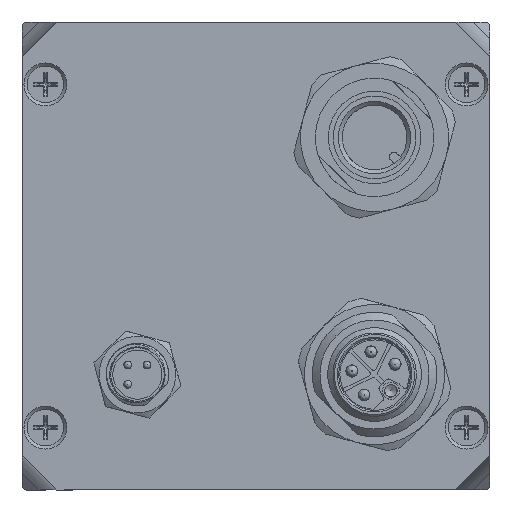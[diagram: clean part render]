
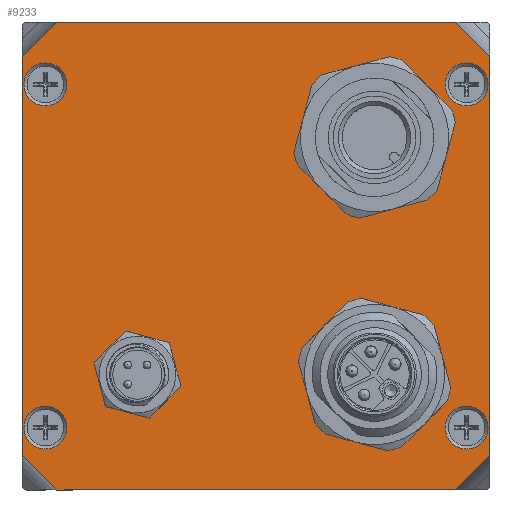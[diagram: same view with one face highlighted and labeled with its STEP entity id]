
A CAD part, front view. The second image highlights one B-rep face of the part: STEP entity #9233.
In plain terms, the highlighted planar face has unit normal (0, -1, 0).
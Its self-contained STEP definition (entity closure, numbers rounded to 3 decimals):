
#355=FACE_BOUND('',#1789,.T.);
#356=FACE_BOUND('',#1790,.T.);
#357=FACE_BOUND('',#1791,.T.);
#358=FACE_BOUND('',#1792,.T.);
#359=FACE_BOUND('',#1793,.T.);
#360=FACE_BOUND('',#1794,.T.);
#361=FACE_BOUND('',#1795,.T.);
#753=PLANE('',#10026);
#1210=FACE_OUTER_BOUND('',#1788,.T.);
#1788=EDGE_LOOP('',(#7648,#7649,#7650,#7651,#7652,#7653,#7654,#7655));
#1789=EDGE_LOOP('',(#7656));
#1790=EDGE_LOOP('',(#7657));
#1791=EDGE_LOOP('',(#7658));
#1792=EDGE_LOOP('',(#7659));
#1793=EDGE_LOOP('',(#7660));
#1794=EDGE_LOOP('',(#7661,#7662,#7663,#7664,#7665,#7666));
#1795=EDGE_LOOP('',(#7667,#7668,#7669,#7670,#7671,#7672));
#2178=LINE('',#14104,#2773);
#2225=LINE('',#14298,#2820);
#2232=LINE('',#14315,#2827);
#2238=LINE('',#14333,#2833);
#2240=LINE('',#14341,#2835);
#2241=LINE('',#14343,#2836);
#2242=LINE('',#14345,#2837);
#2243=LINE('',#14347,#2838);
#2773=VECTOR('',#11224,10.);
#2820=VECTOR('',#11431,10.);
#2827=VECTOR('',#11448,10.);
#2833=VECTOR('',#11468,10.);
#2835=VECTOR('',#11478,10.);
#2836=VECTOR('',#11481,10.);
#2837=VECTOR('',#11484,10.);
#2838=VECTOR('',#11487,10.);
#3221=CIRCLE('',#9620,9.5);
#3223=CIRCLE('',#9623,9.5);
#3225=CIRCLE('',#9626,9.5);
#3227=CIRCLE('',#9629,9.5);
#3229=CIRCLE('',#9632,9.5);
#3231=CIRCLE('',#9635,9.5);
#3320=CIRCLE('',#9873,2.75);
#3322=CIRCLE('',#9876,2.75);
#3323=CIRCLE('',#9878,2.75);
#3324=CIRCLE('',#9880,2.75);
#3337=CIRCLE('',#9923,4.907);
#3382=CIRCLE('',#10027,9.);
#3383=CIRCLE('',#10028,9.);
#3384=CIRCLE('',#10029,9.);
#3385=CIRCLE('',#10030,9.);
#3386=CIRCLE('',#10031,9.);
#3387=CIRCLE('',#10032,9.);
#3748=VERTEX_POINT('',#13720);
#3749=VERTEX_POINT('',#13721);
#3752=VERTEX_POINT('',#13733);
#3755=VERTEX_POINT('',#13745);
#3758=VERTEX_POINT('',#13757);
#3761=VERTEX_POINT('',#13769);
#3838=VERTEX_POINT('',#14101);
#3839=VERTEX_POINT('',#14103);
#3905=VERTEX_POINT('',#14295);
#3906=VERTEX_POINT('',#14297);
#3910=VERTEX_POINT('',#14312);
#3911=VERTEX_POINT('',#14314);
#3915=VERTEX_POINT('',#14330);
#3916=VERTEX_POINT('',#14332);
#3959=VERTEX_POINT('',#14509);
#3961=VERTEX_POINT('',#14515);
#3962=VERTEX_POINT('',#14519);
#3963=VERTEX_POINT('',#14523);
#4069=VERTEX_POINT('',#24935);
#4164=VERTEX_POINT('',#25977);
#4165=VERTEX_POINT('',#25978);
#4166=VERTEX_POINT('',#25980);
#4167=VERTEX_POINT('',#25982);
#4168=VERTEX_POINT('',#25984);
#4169=VERTEX_POINT('',#25986);
#4725=EDGE_CURVE('',#3748,#3749,#3221,.T.);
#4729=EDGE_CURVE('',#3752,#3748,#3223,.T.);
#4733=EDGE_CURVE('',#3755,#3752,#3225,.T.);
#4737=EDGE_CURVE('',#3758,#3755,#3227,.T.);
#4741=EDGE_CURVE('',#3761,#3758,#3229,.T.);
#4745=EDGE_CURVE('',#3749,#3761,#3231,.T.);
#4876=EDGE_CURVE('',#3839,#3838,#2178,.T.);
#4965=EDGE_CURVE('',#3906,#3905,#2225,.T.);
#4974=EDGE_CURVE('',#3911,#3910,#2232,.T.);
#4984=EDGE_CURVE('',#3916,#3915,#2238,.T.);
#4988=EDGE_CURVE('',#3915,#3906,#2240,.T.);
#4989=EDGE_CURVE('',#3838,#3916,#2241,.T.);
#4990=EDGE_CURVE('',#3910,#3839,#2242,.T.);
#4991=EDGE_CURVE('',#3905,#3911,#2243,.T.);
#5055=EDGE_CURVE('',#3959,#3959,#3320,.T.);
#5058=EDGE_CURVE('',#3961,#3961,#3322,.T.);
#5060=EDGE_CURVE('',#3962,#3962,#3323,.T.);
#5062=EDGE_CURVE('',#3963,#3963,#3324,.T.);
#5217=EDGE_CURVE('',#4069,#4069,#3337,.T.);
#5362=EDGE_CURVE('',#4164,#4165,#3382,.T.);
#5363=EDGE_CURVE('',#4165,#4166,#3383,.T.);
#5364=EDGE_CURVE('',#4166,#4167,#3384,.T.);
#5365=EDGE_CURVE('',#4167,#4168,#3385,.T.);
#5366=EDGE_CURVE('',#4168,#4169,#3386,.T.);
#5367=EDGE_CURVE('',#4169,#4164,#3387,.T.);
#7648=ORIENTED_EDGE('',*,*,#4991,.T.);
#7649=ORIENTED_EDGE('',*,*,#4974,.T.);
#7650=ORIENTED_EDGE('',*,*,#4990,.T.);
#7651=ORIENTED_EDGE('',*,*,#4876,.T.);
#7652=ORIENTED_EDGE('',*,*,#4989,.T.);
#7653=ORIENTED_EDGE('',*,*,#4984,.T.);
#7654=ORIENTED_EDGE('',*,*,#4988,.T.);
#7655=ORIENTED_EDGE('',*,*,#4965,.T.);
#7656=ORIENTED_EDGE('',*,*,#5055,.T.);
#7657=ORIENTED_EDGE('',*,*,#5058,.T.);
#7658=ORIENTED_EDGE('',*,*,#5060,.T.);
#7659=ORIENTED_EDGE('',*,*,#5062,.T.);
#7660=ORIENTED_EDGE('',*,*,#5217,.T.);
#7661=ORIENTED_EDGE('',*,*,#4725,.T.);
#7662=ORIENTED_EDGE('',*,*,#4745,.T.);
#7663=ORIENTED_EDGE('',*,*,#4741,.T.);
#7664=ORIENTED_EDGE('',*,*,#4737,.T.);
#7665=ORIENTED_EDGE('',*,*,#4733,.T.);
#7666=ORIENTED_EDGE('',*,*,#4729,.T.);
#7667=ORIENTED_EDGE('',*,*,#5362,.T.);
#7668=ORIENTED_EDGE('',*,*,#5363,.T.);
#7669=ORIENTED_EDGE('',*,*,#5364,.T.);
#7670=ORIENTED_EDGE('',*,*,#5365,.T.);
#7671=ORIENTED_EDGE('',*,*,#5366,.T.);
#7672=ORIENTED_EDGE('',*,*,#5367,.T.);
#9233=ADVANCED_FACE('',(#1210,#355,#356,#357,#358,#359,#360,#361),#753,
 .F.);
#9620=AXIS2_PLACEMENT_3D('',#13722,#10937,#10938);
#9623=AXIS2_PLACEMENT_3D('',#13734,#10943,#10944);
#9626=AXIS2_PLACEMENT_3D('',#13746,#10949,#10950);
#9629=AXIS2_PLACEMENT_3D('',#13758,#10955,#10956);
#9632=AXIS2_PLACEMENT_3D('',#13770,#10961,#10962);
#9635=AXIS2_PLACEMENT_3D('',#13781,#10967,#10968);
#9873=AXIS2_PLACEMENT_3D('',#14510,#11609,#11610);
#9876=AXIS2_PLACEMENT_3D('',#14516,#11616,#11617);
#9878=AXIS2_PLACEMENT_3D('',#14520,#11621,#11622);
#9880=AXIS2_PLACEMENT_3D('',#14524,#11626,#11627);
#9923=AXIS2_PLACEMENT_3D('',#24937,#11761,#11762);
#10026=AXIS2_PLACEMENT_3D('',#25976,#12025,#12026);
#10027=AXIS2_PLACEMENT_3D('',#25979,#12027,#12028);
#10028=AXIS2_PLACEMENT_3D('',#25981,#12029,#12030);
#10029=AXIS2_PLACEMENT_3D('',#25983,#12031,#12032);
#10030=AXIS2_PLACEMENT_3D('',#25985,#12033,#12034);
#10031=AXIS2_PLACEMENT_3D('',#25987,#12035,#12036);
#10032=AXIS2_PLACEMENT_3D('',#25988,#12037,#12038);
#10937=DIRECTION('center_axis',(0.,1.,0.));
#10938=DIRECTION('ref_axis',(0.707,0.,0.707));
#10943=DIRECTION('center_axis',(0.,1.,0.));
#10944=DIRECTION('ref_axis',(0.707,0.,0.707));
#10949=DIRECTION('center_axis',(0.,1.,0.));
#10950=DIRECTION('ref_axis',(0.707,0.,0.707));
#10955=DIRECTION('center_axis',(0.,1.,0.));
#10956=DIRECTION('ref_axis',(0.707,0.,0.707));
#10961=DIRECTION('center_axis',(0.,1.,0.));
#10962=DIRECTION('ref_axis',(0.707,0.,0.707));
#10967=DIRECTION('center_axis',(0.,1.,0.));
#10968=DIRECTION('ref_axis',(0.707,0.,0.707));
#11224=DIRECTION('',(-1.,0.,0.));
#11431=DIRECTION('',(1.,0.,0.));
#11448=DIRECTION('',(0.,0.,1.));
#11468=DIRECTION('',(0.,0.,-1.));
#11478=DIRECTION('',(0.707,0.,-0.707));
#11481=DIRECTION('',(-0.707,0.,-0.707));
#11484=DIRECTION('',(-0.707,0.,0.707));
#11487=DIRECTION('',(0.707,0.,0.707));
#11609=DIRECTION('center_axis',(0.,1.,0.));
#11610=DIRECTION('ref_axis',(0.,0.,1.));
#11616=DIRECTION('center_axis',(0.,1.,0.));
#11617=DIRECTION('ref_axis',(0.,0.,1.));
#11621=DIRECTION('center_axis',(0.,1.,0.));
#11622=DIRECTION('ref_axis',(0.,0.,1.));
#11626=DIRECTION('center_axis',(0.,1.,0.));
#11627=DIRECTION('ref_axis',(0.,0.,1.));
#11761=DIRECTION('center_axis',(0.,1.,0.));
#11762=DIRECTION('ref_axis',(0.707,0.,0.707));
#12025=DIRECTION('center_axis',(0.,1.,0.));
#12026=DIRECTION('ref_axis',(0.,0.,-1.));
#12027=DIRECTION('center_axis',(0.,1.,0.));
#12028=DIRECTION('ref_axis',(0.707,0.,0.707));
#12029=DIRECTION('center_axis',(0.,1.,0.));
#12030=DIRECTION('ref_axis',(0.707,0.,0.707));
#12031=DIRECTION('center_axis',(0.,1.,0.));
#12032=DIRECTION('ref_axis',(0.707,0.,0.707));
#12033=DIRECTION('center_axis',(0.,1.,0.));
#12034=DIRECTION('ref_axis',(0.707,0.,0.707));
#12035=DIRECTION('center_axis',(0.,1.,0.));
#12036=DIRECTION('ref_axis',(0.707,0.,0.707));
#12037=DIRECTION('center_axis',(0.,1.,0.));
#12038=DIRECTION('ref_axis',(0.707,0.,0.707));
#13720=CARTESIAN_POINT('',(17.662,-77.45,-15.481));
#13721=CARTESIAN_POINT('',(8.485,-77.45,-13.022));
#13722=CARTESIAN_POINT('Origin',(15.203,-77.45,-6.305));
#13733=CARTESIAN_POINT('',(24.379,-77.45,-8.763));
#13734=CARTESIAN_POINT('Origin',(15.203,-77.45,-6.305));
#13745=CARTESIAN_POINT('',(21.92,-77.45,0.413));
#13746=CARTESIAN_POINT('Origin',(15.203,-77.45,-6.305));
#13757=CARTESIAN_POINT('',(12.744,-77.45,2.872));
#13758=CARTESIAN_POINT('Origin',(15.203,-77.45,-6.305));
#13769=CARTESIAN_POINT('',(6.026,-77.45,-3.846));
#13770=CARTESIAN_POINT('Origin',(15.203,-77.45,-6.305));
#13781=CARTESIAN_POINT('Origin',(15.203,-77.45,-6.305));
#14101=CARTESIAN_POINT('',(-25.6,-77.45,8.493));
#14103=CARTESIAN_POINT('',(25.6,-77.45,8.493));
#14104=CARTESIAN_POINT('',(15.,-77.45,8.493));
#14295=CARTESIAN_POINT('',(25.6,-77.45,-51.507));
#14297=CARTESIAN_POINT('',(-25.6,-77.45,-51.507));
#14298=CARTESIAN_POINT('',(-15.,-77.45,-51.507));
#14312=CARTESIAN_POINT('',(30.,-77.45,4.093));
#14314=CARTESIAN_POINT('',(30.,-77.45,-47.107));
#14315=CARTESIAN_POINT('',(30.,-77.45,-36.507));
#14330=CARTESIAN_POINT('',(-30.,-77.45,-47.107));
#14332=CARTESIAN_POINT('',(-30.,-77.45,4.093));
#14333=CARTESIAN_POINT('',(-30.,-77.45,-6.507));
#14341=CARTESIAN_POINT('',(-27.8,-77.45,-49.307));
#14343=CARTESIAN_POINT('',(-27.8,-77.45,6.293));
#14345=CARTESIAN_POINT('',(27.8,-77.45,6.293));
#14347=CARTESIAN_POINT('',(27.8,-77.45,-49.307));
#14509=CARTESIAN_POINT('',(27.,-77.45,-46.257));
#14510=CARTESIAN_POINT('Origin',(27.,-77.45,-43.507));
#14515=CARTESIAN_POINT('',(-27.,-77.45,-2.257));
#14516=CARTESIAN_POINT('Origin',(-27.,-77.45,0.493));
#14519=CARTESIAN_POINT('',(-27.,-77.45,-46.257));
#14520=CARTESIAN_POINT('Origin',(-27.,-77.45,-43.507));
#14523=CARTESIAN_POINT('',(27.,-77.45,-2.257));
#14524=CARTESIAN_POINT('Origin',(27.,-77.45,0.493));
#24935=CARTESIAN_POINT('',(-18.673,-77.45,-40.18));
#24937=CARTESIAN_POINT('Origin',(-15.203,-77.45,-36.71));
#25976=CARTESIAN_POINT('Origin',(0.,-77.45,-21.507));
#25977=CARTESIAN_POINT('',(23.896,-77.45,-34.381));
#25978=CARTESIAN_POINT('',(21.567,-77.45,-43.074));
#25979=CARTESIAN_POINT('Origin',(15.203,-77.45,-36.71));
#25980=CARTESIAN_POINT('',(12.873,-77.45,-45.403));
#25981=CARTESIAN_POINT('Origin',(15.203,-77.45,-36.71));
#25982=CARTESIAN_POINT('',(6.509,-77.45,-39.04));
#25983=CARTESIAN_POINT('Origin',(15.203,-77.45,-36.71));
#25984=CARTESIAN_POINT('',(8.839,-77.45,-30.346));
#25985=CARTESIAN_POINT('Origin',(15.203,-77.45,-36.71));
#25986=CARTESIAN_POINT('',(17.532,-77.45,-28.017));
#25987=CARTESIAN_POINT('Origin',(15.203,-77.45,-36.71));
#25988=CARTESIAN_POINT('Origin',(15.203,-77.45,-36.71));
